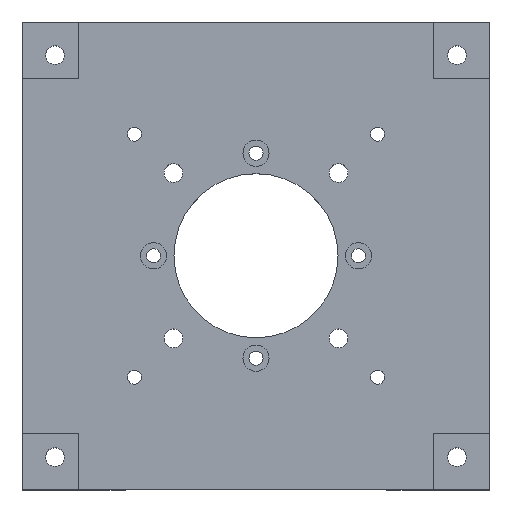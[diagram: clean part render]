
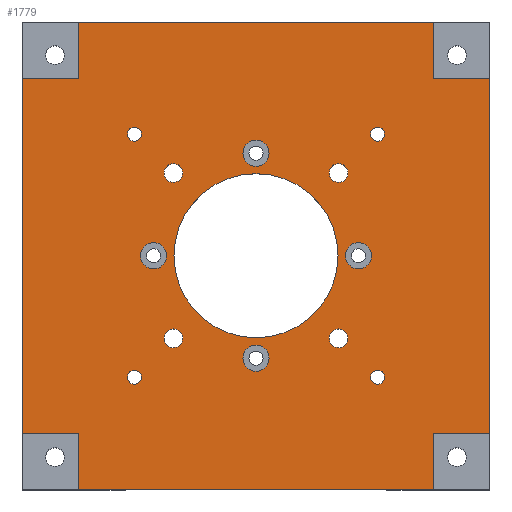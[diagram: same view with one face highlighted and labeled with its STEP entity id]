
A CAD part, top view. The second image highlights one B-rep face of the part: STEP entity #1779.
In plain terms, the highlighted planar face has unit normal (0, 0, 1).
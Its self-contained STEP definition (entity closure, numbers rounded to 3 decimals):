
#41=FACE_BOUND('',#323,.T.);
#42=FACE_BOUND('',#324,.T.);
#43=FACE_BOUND('',#325,.T.);
#44=FACE_BOUND('',#326,.T.);
#45=FACE_BOUND('',#327,.T.);
#46=FACE_BOUND('',#328,.T.);
#47=FACE_BOUND('',#329,.T.);
#48=FACE_BOUND('',#330,.T.);
#49=FACE_BOUND('',#331,.T.);
#50=FACE_BOUND('',#332,.T.);
#51=FACE_BOUND('',#333,.T.);
#52=FACE_BOUND('',#334,.T.);
#53=FACE_BOUND('',#335,.T.);
#120=PLANE('',#1923);
#208=FACE_OUTER_BOUND('',#322,.T.);
#322=EDGE_LOOP('',(#1646,#1647,#1648,#1649,#1650,#1651,#1652,#1653,#1654,
#1655,#1656,#1657));
#323=EDGE_LOOP('',(#1658));
#324=EDGE_LOOP('',(#1659));
#325=EDGE_LOOP('',(#1660));
#326=EDGE_LOOP('',(#1661));
#327=EDGE_LOOP('',(#1662));
#328=EDGE_LOOP('',(#1663));
#329=EDGE_LOOP('',(#1664));
#330=EDGE_LOOP('',(#1665));
#331=EDGE_LOOP('',(#1666));
#332=EDGE_LOOP('',(#1667));
#333=EDGE_LOOP('',(#1668));
#334=EDGE_LOOP('',(#1669));
#335=EDGE_LOOP('',(#1670));
#491=LINE('',#2789,#692);
#500=LINE('',#2809,#701);
#504=LINE('',#2817,#705);
#509=LINE('',#2827,#710);
#512=LINE('',#2833,#713);
#516=LINE('',#2842,#717);
#520=LINE('',#2850,#721);
#525=LINE('',#2860,#726);
#528=LINE('',#2866,#729);
#532=LINE('',#2873,#733);
#535=LINE('',#2877,#736);
#536=LINE('',#2879,#737);
#692=VECTOR('',#2301,10.);
#701=VECTOR('',#2320,10.);
#705=VECTOR('',#2326,10.);
#710=VECTOR('',#2335,10.);
#713=VECTOR('',#2340,10.);
#717=VECTOR('',#2348,10.);
#721=VECTOR('',#2354,10.);
#726=VECTOR('',#2363,10.);
#729=VECTOR('',#2368,10.);
#733=VECTOR('',#2376,10.);
#736=VECTOR('',#2381,10.);
#737=VECTOR('',#2384,10.);
#751=CIRCLE('',#1848,1.5);
#753=CIRCLE('',#1851,1.5);
#755=CIRCLE('',#1854,1.5);
#757=CIRCLE('',#1857,1.5);
#758=CIRCLE('',#1859,2.8);
#761=CIRCLE('',#1864,2.8);
#764=CIRCLE('',#1869,2.8);
#767=CIRCLE('',#1874,2.8);
#770=CIRCLE('',#1879,2.);
#771=CIRCLE('',#1881,2.);
#772=CIRCLE('',#1883,2.);
#773=CIRCLE('',#1885,2.);
#774=CIRCLE('',#1887,17.55);
#865=VERTEX_POINT('',#2639);
#867=VERTEX_POINT('',#2645);
#869=VERTEX_POINT('',#2651);
#871=VERTEX_POINT('',#2657);
#872=VERTEX_POINT('',#2661);
#875=VERTEX_POINT('',#2670);
#878=VERTEX_POINT('',#2679);
#881=VERTEX_POINT('',#2688);
#884=VERTEX_POINT('',#2697);
#885=VERTEX_POINT('',#2701);
#886=VERTEX_POINT('',#2705);
#887=VERTEX_POINT('',#2709);
#888=VERTEX_POINT('',#2713);
#914=VERTEX_POINT('',#2786);
#915=VERTEX_POINT('',#2788);
#920=VERTEX_POINT('',#2807);
#921=VERTEX_POINT('',#2808);
#924=VERTEX_POINT('',#2816);
#927=VERTEX_POINT('',#2826);
#929=VERTEX_POINT('',#2832);
#931=VERTEX_POINT('',#2840);
#932=VERTEX_POINT('',#2841);
#935=VERTEX_POINT('',#2849);
#938=VERTEX_POINT('',#2859);
#940=VERTEX_POINT('',#2865);
#1068=EDGE_CURVE('',#865,#865,#751,.T.);
#1071=EDGE_CURVE('',#867,#867,#753,.T.);
#1074=EDGE_CURVE('',#869,#869,#755,.T.);
#1077=EDGE_CURVE('',#871,#871,#757,.T.);
#1078=EDGE_CURVE('',#872,#872,#758,.T.);
#1082=EDGE_CURVE('',#875,#875,#761,.T.);
#1086=EDGE_CURVE('',#878,#878,#764,.T.);
#1090=EDGE_CURVE('',#881,#881,#767,.T.);
#1094=EDGE_CURVE('',#884,#884,#770,.T.);
#1096=EDGE_CURVE('',#885,#885,#771,.T.);
#1098=EDGE_CURVE('',#886,#886,#772,.T.);
#1100=EDGE_CURVE('',#887,#887,#773,.T.);
#1102=EDGE_CURVE('',#888,#888,#774,.T.);
#1139=EDGE_CURVE('',#915,#914,#491,.T.);
#1148=EDGE_CURVE('',#920,#921,#500,.T.);
#1152=EDGE_CURVE('',#924,#920,#504,.T.);
#1157=EDGE_CURVE('',#914,#927,#509,.T.);
#1160=EDGE_CURVE('',#927,#929,#512,.T.);
#1164=EDGE_CURVE('',#931,#932,#516,.T.);
#1168=EDGE_CURVE('',#932,#935,#520,.T.);
#1173=EDGE_CURVE('',#938,#915,#525,.T.);
#1176=EDGE_CURVE('',#940,#938,#528,.T.);
#1180=EDGE_CURVE('',#929,#924,#532,.T.);
#1183=EDGE_CURVE('',#921,#931,#535,.T.);
#1184=EDGE_CURVE('',#935,#940,#536,.T.);
#1646=ORIENTED_EDGE('',*,*,#1148,.T.);
#1647=ORIENTED_EDGE('',*,*,#1183,.T.);
#1648=ORIENTED_EDGE('',*,*,#1164,.T.);
#1649=ORIENTED_EDGE('',*,*,#1168,.T.);
#1650=ORIENTED_EDGE('',*,*,#1184,.T.);
#1651=ORIENTED_EDGE('',*,*,#1176,.T.);
#1652=ORIENTED_EDGE('',*,*,#1173,.T.);
#1653=ORIENTED_EDGE('',*,*,#1139,.T.);
#1654=ORIENTED_EDGE('',*,*,#1157,.T.);
#1655=ORIENTED_EDGE('',*,*,#1160,.T.);
#1656=ORIENTED_EDGE('',*,*,#1180,.T.);
#1657=ORIENTED_EDGE('',*,*,#1152,.T.);
#1658=ORIENTED_EDGE('',*,*,#1068,.T.);
#1659=ORIENTED_EDGE('',*,*,#1071,.T.);
#1660=ORIENTED_EDGE('',*,*,#1074,.T.);
#1661=ORIENTED_EDGE('',*,*,#1077,.T.);
#1662=ORIENTED_EDGE('',*,*,#1078,.T.);
#1663=ORIENTED_EDGE('',*,*,#1082,.T.);
#1664=ORIENTED_EDGE('',*,*,#1086,.T.);
#1665=ORIENTED_EDGE('',*,*,#1090,.T.);
#1666=ORIENTED_EDGE('',*,*,#1094,.T.);
#1667=ORIENTED_EDGE('',*,*,#1096,.T.);
#1668=ORIENTED_EDGE('',*,*,#1098,.T.);
#1669=ORIENTED_EDGE('',*,*,#1100,.T.);
#1670=ORIENTED_EDGE('',*,*,#1102,.T.);
#1779=ADVANCED_FACE('',(#208,#41,#42,#43,#44,#45,#46,#47,#48,#49,#50,#51,
#52,#53),#120,.T.);
#1848=AXIS2_PLACEMENT_3D('',#2641,#2147,#2148);
#1851=AXIS2_PLACEMENT_3D('',#2647,#2154,#2155);
#1854=AXIS2_PLACEMENT_3D('',#2653,#2161,#2162);
#1857=AXIS2_PLACEMENT_3D('',#2659,#2168,#2169);
#1859=AXIS2_PLACEMENT_3D('',#2662,#2172,#2173);
#1864=AXIS2_PLACEMENT_3D('',#2671,#2183,#2184);
#1869=AXIS2_PLACEMENT_3D('',#2680,#2194,#2195);
#1874=AXIS2_PLACEMENT_3D('',#2689,#2205,#2206);
#1879=AXIS2_PLACEMENT_3D('',#2698,#2216,#2217);
#1881=AXIS2_PLACEMENT_3D('',#2702,#2221,#2222);
#1883=AXIS2_PLACEMENT_3D('',#2706,#2226,#2227);
#1885=AXIS2_PLACEMENT_3D('',#2710,#2231,#2232);
#1887=AXIS2_PLACEMENT_3D('',#2714,#2236,#2237);
#1923=AXIS2_PLACEMENT_3D('',#2880,#2385,#2386);
#2147=DIRECTION('center_axis',(0.,0.,-1.));
#2148=DIRECTION('ref_axis',(-1.,0.,0.));
#2154=DIRECTION('center_axis',(0.,0.,-1.));
#2155=DIRECTION('ref_axis',(-1.,0.,0.));
#2161=DIRECTION('center_axis',(0.,0.,-1.));
#2162=DIRECTION('ref_axis',(-1.,0.,0.));
#2168=DIRECTION('center_axis',(0.,0.,-1.));
#2169=DIRECTION('ref_axis',(-1.,0.,0.));
#2172=DIRECTION('center_axis',(0.,0.,-1.));
#2173=DIRECTION('ref_axis',(1.,0.,0.));
#2183=DIRECTION('center_axis',(0.,0.,-1.));
#2184=DIRECTION('ref_axis',(1.,0.,0.));
#2194=DIRECTION('center_axis',(0.,0.,-1.));
#2195=DIRECTION('ref_axis',(1.,0.,0.));
#2205=DIRECTION('center_axis',(0.,0.,-1.));
#2206=DIRECTION('ref_axis',(1.,0.,0.));
#2216=DIRECTION('center_axis',(0.,0.,-1.));
#2217=DIRECTION('ref_axis',(1.,0.,0.));
#2221=DIRECTION('center_axis',(0.,0.,-1.));
#2222=DIRECTION('ref_axis',(1.,0.,0.));
#2226=DIRECTION('center_axis',(0.,0.,-1.));
#2227=DIRECTION('ref_axis',(1.,0.,0.));
#2231=DIRECTION('center_axis',(0.,0.,-1.));
#2232=DIRECTION('ref_axis',(1.,0.,0.));
#2236=DIRECTION('center_axis',(0.,0.,-1.));
#2237=DIRECTION('ref_axis',(-1.,0.,0.));
#2301=DIRECTION('',(1.,0.,0.));
#2320=DIRECTION('',(0.,1.,0.));
#2326=DIRECTION('',(-1.,0.,0.));
#2335=DIRECTION('',(0.,1.,0.));
#2340=DIRECTION('',(1.,0.,0.));
#2348=DIRECTION('',(0.,-1.,0.));
#2354=DIRECTION('',(-1.,0.,0.));
#2363=DIRECTION('',(0.,-1.,0.));
#2368=DIRECTION('',(1.,0.,0.));
#2376=DIRECTION('',(0.,1.,0.));
#2381=DIRECTION('',(-1.,0.,0.));
#2384=DIRECTION('',(0.,-1.,0.));
#2385=DIRECTION('center_axis',(0.,0.,1.));
#2386=DIRECTION('ref_axis',(1.,0.,0.));
#2639=CARTESIAN_POINT('',(77.5,76.,70.));
#2641=CARTESIAN_POINT('Origin',(76.,76.,70.));
#2645=CARTESIAN_POINT('',(25.5,24.,70.));
#2647=CARTESIAN_POINT('Origin',(24.,24.,70.));
#2651=CARTESIAN_POINT('',(77.5,24.,70.));
#2653=CARTESIAN_POINT('Origin',(76.,24.,70.));
#2657=CARTESIAN_POINT('',(25.5,76.,70.));
#2659=CARTESIAN_POINT('Origin',(24.,76.,70.));
#2661=CARTESIAN_POINT('',(69.12,50.,70.));
#2662=CARTESIAN_POINT('Origin',(71.92,50.,70.));
#2670=CARTESIAN_POINT('',(47.2,71.92,70.));
#2671=CARTESIAN_POINT('Origin',(50.,71.92,70.));
#2679=CARTESIAN_POINT('',(25.28,50.,70.));
#2680=CARTESIAN_POINT('Origin',(28.08,50.,70.));
#2688=CARTESIAN_POINT('',(47.2,28.08,70.));
#2689=CARTESIAN_POINT('Origin',(50.,28.08,70.));
#2697=CARTESIAN_POINT('',(65.678,32.322,70.));
#2698=CARTESIAN_POINT('Origin',(67.678,32.322,70.));
#2701=CARTESIAN_POINT('',(30.322,67.678,70.));
#2702=CARTESIAN_POINT('Origin',(32.322,67.678,70.));
#2705=CARTESIAN_POINT('',(65.678,67.678,70.));
#2706=CARTESIAN_POINT('Origin',(67.678,67.678,70.));
#2709=CARTESIAN_POINT('',(30.322,32.322,70.));
#2710=CARTESIAN_POINT('Origin',(32.322,32.322,70.));
#2713=CARTESIAN_POINT('',(67.55,50.,70.));
#2714=CARTESIAN_POINT('Origin',(50.,50.,70.));
#2786=CARTESIAN_POINT('',(88.,0.,70.));
#2788=CARTESIAN_POINT('',(12.,0.,70.));
#2789=CARTESIAN_POINT('',(0.,0.,70.));
#2807=CARTESIAN_POINT('',(88.,88.,70.));
#2808=CARTESIAN_POINT('',(88.,100.,70.));
#2809=CARTESIAN_POINT('',(88.,69.,70.));
#2816=CARTESIAN_POINT('',(100.,88.,70.));
#2817=CARTESIAN_POINT('',(75.,88.,70.));
#2826=CARTESIAN_POINT('',(88.,12.,70.));
#2827=CARTESIAN_POINT('',(88.,25.,70.));
#2832=CARTESIAN_POINT('',(100.,12.,70.));
#2833=CARTESIAN_POINT('',(69.,12.,70.));
#2840=CARTESIAN_POINT('',(12.,100.,70.));
#2841=CARTESIAN_POINT('',(12.,88.,70.));
#2842=CARTESIAN_POINT('',(12.,75.,70.));
#2849=CARTESIAN_POINT('',(0.,88.,70.));
#2850=CARTESIAN_POINT('',(31.,88.,70.));
#2859=CARTESIAN_POINT('',(12.,12.,70.));
#2860=CARTESIAN_POINT('',(12.,31.,70.));
#2865=CARTESIAN_POINT('',(0.,12.,70.));
#2866=CARTESIAN_POINT('',(25.,12.,70.));
#2873=CARTESIAN_POINT('',(100.,0.,70.));
#2877=CARTESIAN_POINT('',(100.,100.,70.));
#2879=CARTESIAN_POINT('',(0.,100.,70.));
#2880=CARTESIAN_POINT('Origin',(50.,50.,70.));
